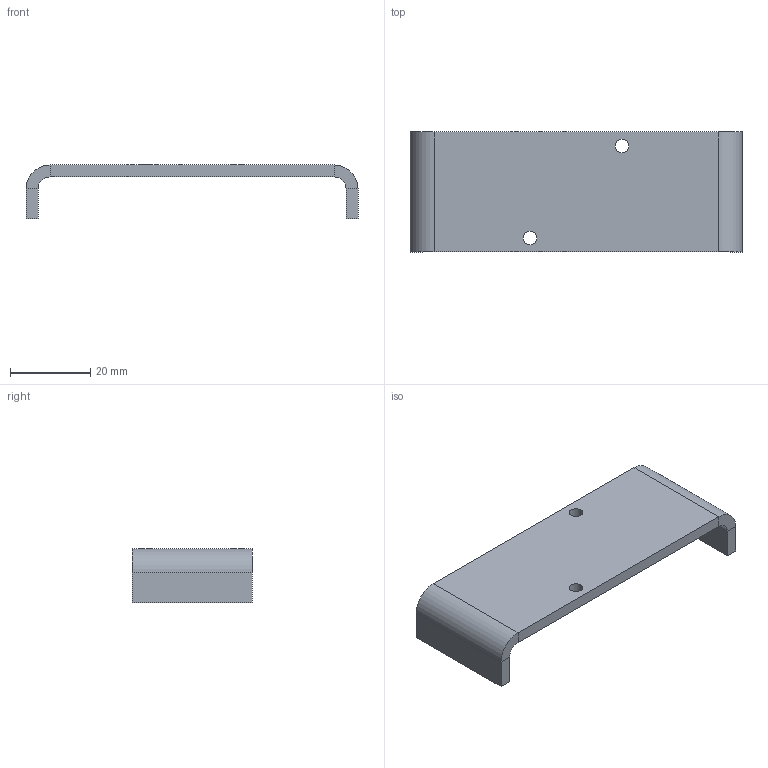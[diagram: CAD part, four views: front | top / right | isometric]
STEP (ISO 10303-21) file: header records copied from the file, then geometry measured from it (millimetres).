
FILE_DESCRIPTION(('FreeCAD Model'),'2;1');
FILE_NAME('Open CASCADE Shape Model','2025-09-16T16:47:51',(''),(''), 'Open CASCADE STEP processor 7.6','FreeCAD','Unknown');
FILE_SCHEMA(('AUTOMOTIVE_DESIGN { 1 0 10303 214 1 1 1 1 }'));
Length unit declared in the file: millimetre
Products named in the file (1): z_fold_xeryon_support
Bounding box: 83 x 30 x 13.5 mm (x, y, z)
Volume: 8957.9 mm3; surface area: 6816.8 mm2
Topology: 1 solids, 1 shells, 24 faces, 50 edges, 28 vertices
Faces by surface type: plane 14, cylinder 6, bspline 4
Full cylindrical faces by diameter (mm): 3.4 x2
Entity records: 696 total; most frequent: CARTESIAN_POINT 179, ORIENTED_EDGE 100, DIRECTION 96, EDGE_CURVE 50, AXIS2_PLACEMENT_3D 33, LINE 30, VECTOR 30, FACE_BOUND 28
